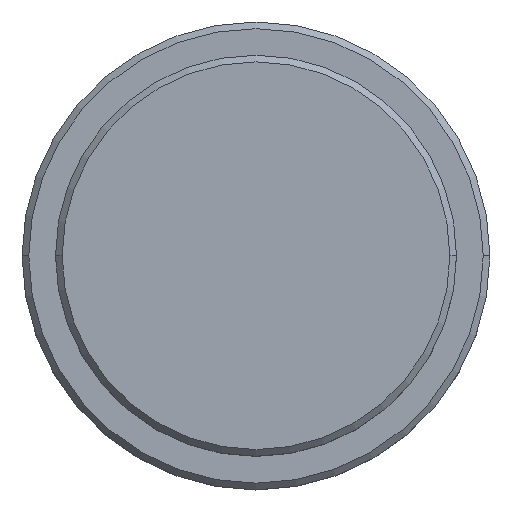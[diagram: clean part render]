
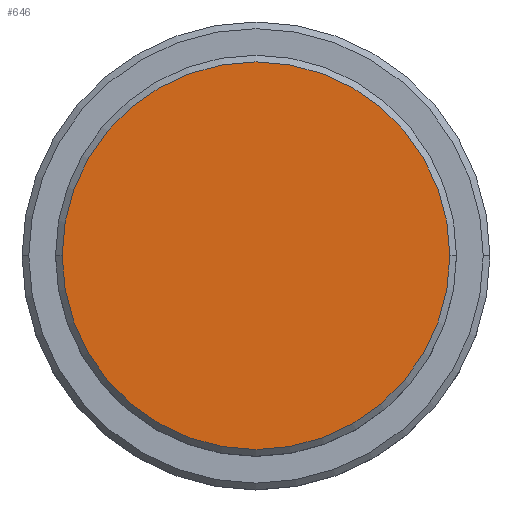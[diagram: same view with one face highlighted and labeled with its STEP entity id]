
A CAD part, top view. The second image highlights one B-rep face of the part: STEP entity #646.
In plain terms, the highlighted planar face has unit normal (0, 0, 1).
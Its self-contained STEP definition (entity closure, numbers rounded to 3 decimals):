
#78 = CARTESIAN_POINT ( 'NONE',  ( -14.5, 0., 0. ) ) ;
#122 = CARTESIAN_POINT ( 'NONE',  ( 0., 0., 0. ) ) ;
#198 = CARTESIAN_POINT ( 'NONE',  ( 14.5, 0., 0. ) ) ;
#304 = AXIS2_PLACEMENT_3D ( 'NONE', #122, #457, #1275 ) ;
#386 = CIRCLE ( 'NONE', #934, 14.5 ) ;
#395 = ORIENTED_EDGE ( 'NONE', *, *, #779, .T. ) ;
#401 = ORIENTED_EDGE ( 'NONE', *, *, #810, .T. ) ;
#411 = CARTESIAN_POINT ( 'NONE',  ( 0., 0., 0. ) ) ;
#457 = DIRECTION ( 'NONE',  ( 0., 0., 1. ) ) ;
#502 = CARTESIAN_POINT ( 'NONE',  ( 0., 0., 0. ) ) ;
#646 = ADVANCED_FACE ( 'NONE', ( #790 ), #669, .T. ) ;
#669 = PLANE ( 'NONE',  #304 ) ;
#779 = EDGE_CURVE ( 'NONE', #1208, #1174, #1410, .T. ) ;
#790 = FACE_OUTER_BOUND ( 'NONE', #1374, .T. ) ;
#810 = EDGE_CURVE ( 'NONE', #1174, #1208, #386, .T. ) ;
#838 = DIRECTION ( 'NONE',  ( 1., 0., 0. ) ) ;
#844 = DIRECTION ( 'NONE',  ( 0., 0., 1. ) ) ;
#889 = AXIS2_PLACEMENT_3D ( 'NONE', #502, #939, #838 ) ;
#934 = AXIS2_PLACEMENT_3D ( 'NONE', #411, #844, #1081 ) ;
#939 = DIRECTION ( 'NONE',  ( 0., 0., 1. ) ) ;
#1081 = DIRECTION ( 'NONE',  ( 1., 0., 0. ) ) ;
#1174 = VERTEX_POINT ( 'NONE', #198 ) ;
#1208 = VERTEX_POINT ( 'NONE', #78 ) ;
#1275 = DIRECTION ( 'NONE',  ( 1., 0., 0. ) ) ;
#1374 = EDGE_LOOP ( 'NONE', ( #395, #401 ) ) ;
#1410 = CIRCLE ( 'NONE', #889, 14.5 ) ;
